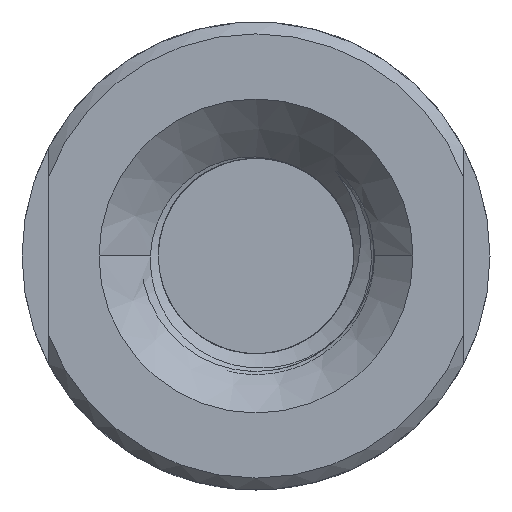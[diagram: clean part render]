
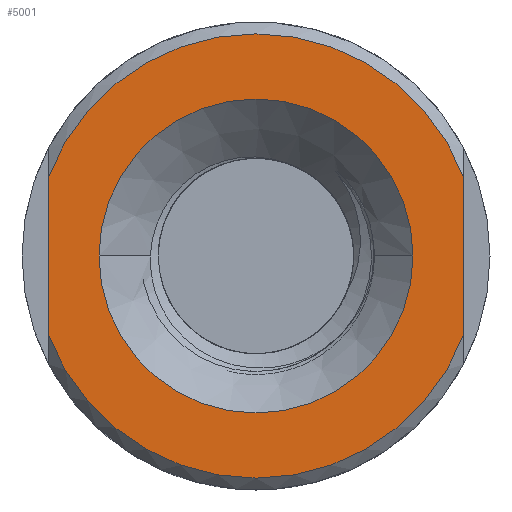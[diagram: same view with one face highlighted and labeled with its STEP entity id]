
A CAD part, front view. The second image highlights one B-rep face of the part: STEP entity #5001.
In plain terms, the highlighted planar face has unit normal (0, -1, 0).
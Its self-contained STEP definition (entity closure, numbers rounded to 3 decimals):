
#90=CARTESIAN_POINT('',(0.,0.,0.));
#91=DIRECTION('',(0.,-1.,0.));
#92=DIRECTION('',(0.933,0.,0.359));
#93=AXIS2_PLACEMENT_3D('',#90,#91,#92);
#99=CARTESIAN_POINT('',(3.5,0.,1.346));
#105=CARTESIAN_POINT('',(3.5,0.,
-1.346));
#142=CARTESIAN_POINT('',(0.,0.,0.));
#143=DIRECTION('',(0.,-1.,0.));
#144=DIRECTION('',(-0.933,0.,-0.359));
#145=AXIS2_PLACEMENT_3D('',#142,#143,#144);
#147=CARTESIAN_POINT('',(-3.5,0.,
1.346));
#157=CARTESIAN_POINT('',(-3.5,0.,
-1.346));
#159=CARTESIAN_POINT('',(0.,0.,0.));
#160=DIRECTION('',(0.,1.,0.));
#161=DIRECTION('',(1.,0.,0.));
#162=AXIS2_PLACEMENT_3D('',#159,#160,#161);
#164=CARTESIAN_POINT('',(0.,0.,0.));
#165=DIRECTION('',(0.,1.,0.));
#166=DIRECTION('',(-1.,0.,0.));
#167=AXIS2_PLACEMENT_3D('',#164,#165,#166);
#169=DIRECTION('',(0.,0.,-1.));
#170=VECTOR('',#169,2.693);
#171=CARTESIAN_POINT('',(3.5,0.,1.346));
#172=LINE('',#171,#170);
#173=DIRECTION('',(0.,0.,-1.));
#174=VECTOR('',#173,2.693);
#175=CARTESIAN_POINT('',(-3.5,0.,
1.346));
#176=LINE('',#175,#174);
#4599=CARTESIAN_POINT('',(2.65,0.,0.));
#4600=CARTESIAN_POINT('',(-2.65,0.,0.));
#4601=VERTEX_POINT('',#4599);
#4602=VERTEX_POINT('',#4600);
#4762=VERTEX_POINT('',#99);
#4763=VERTEX_POINT('',#147);
#4766=VERTEX_POINT('',#157);
#4767=VERTEX_POINT('',#105);
#4984=CARTESIAN_POINT('',(0.,0.,0.));
#4985=DIRECTION('',(0.,-1.,0.));
#4986=DIRECTION('',(-1.,0.,0.));
#4987=AXIS2_PLACEMENT_3D('',#4984,#4985,#4986);
#4988=PLANE('',#4987);
#4989=ORIENTED_EDGE('',*,*,#4898,.F.);
#4990=ORIENTED_EDGE('',*,*,#4918,.T.);
#4991=ORIENTED_EDGE('',*,*,#4962,.F.);
#4992=ORIENTED_EDGE('',*,*,#4974,.F.);
#4993=EDGE_LOOP('',(#4989,#4990,#4991,#4992));
#4994=FACE_OUTER_BOUND('',#4993,.F.);
#4996=ORIENTED_EDGE('',*,*,#4995,.F.);
#4998=ORIENTED_EDGE('',*,*,#4997,.F.);
#4999=EDGE_LOOP('',(#4996,#4998));
#5000=FACE_BOUND('',#4999,.F.);
#5001=ADVANCED_FACE('',(#4994,#5000),#4988,.T.);
#94=CIRCLE('',#93,3.75);
#146=CIRCLE('',#145,3.75);
#163=CIRCLE('',#162,2.65);
#168=CIRCLE('',#167,2.65);
#4898=EDGE_CURVE('',#4762,#4763,#94,.T.);
#4918=EDGE_CURVE('',#4762,#4767,#172,.T.);
#4962=EDGE_CURVE('',#4766,#4767,#146,.T.);
#4974=EDGE_CURVE('',#4763,#4766,#176,.T.);
#4995=EDGE_CURVE('',#4601,#4602,#163,.T.);
#4997=EDGE_CURVE('',#4602,#4601,#168,.T.);
